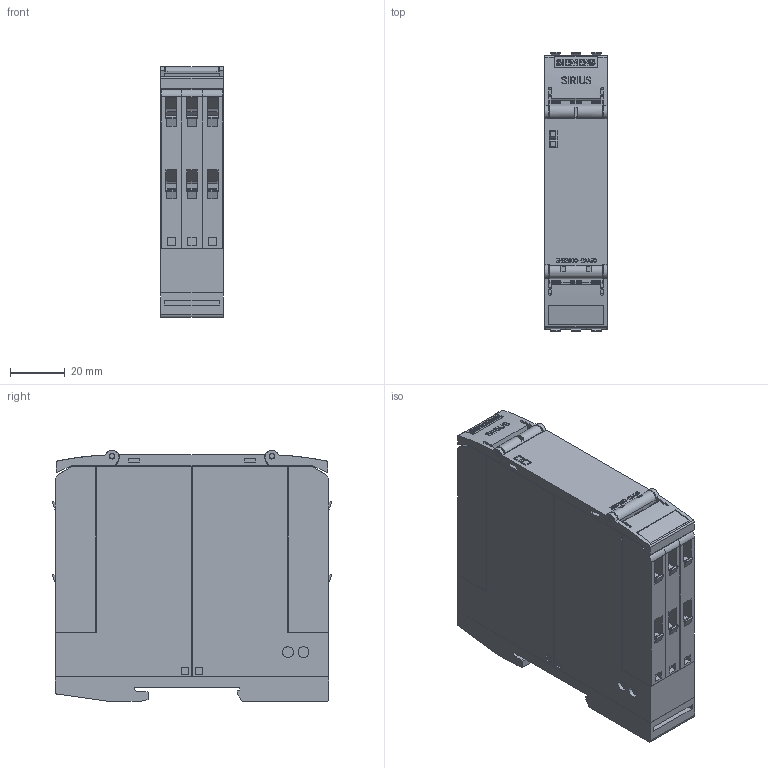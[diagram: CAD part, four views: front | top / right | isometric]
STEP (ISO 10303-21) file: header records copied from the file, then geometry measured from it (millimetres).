
FILE_DESCRIPTION(('STEP AP214'),'1');
FILE_NAME('cctmp_5616D3F7-55AA-4C51-9BE1-2706CF501F4E_2023_07_21_11_08_41_0244..stp','2023-07-21T09:08:42',('SIEMENS A&D'),('CADClick - www.CADClick.com'),'Spatial InterOp 3D postprocessed',' ','unknown authorization');
FILE_SCHEMA(('AUTOMOTIVE_DESIGN'));
Length unit declared in the file: millimetre
Products named in the file (1): 2023_07_21_11_08_41_0206
Bounding box: 22.8 x 101.96 x 91.6 mm (x, y, z)
Volume: 190028.8 mm3; surface area: 52079.6 mm2
Topology: 1 solids, 1 shells, 1604 faces, 4539 edges, 3010 vertices
Faces by surface type: plane 1375, cylinder 213, torus 16
Entity records: 56719 total; most frequent: CARTESIAN_POINT 9712, ORIENTED_EDGE 9062, DIRECTION 8246, EDGE_CURVE 4531, LINE 3934, VECTOR 3934, VERTEX_POINT 3010, AXIS2_PLACEMENT_3D 2156
